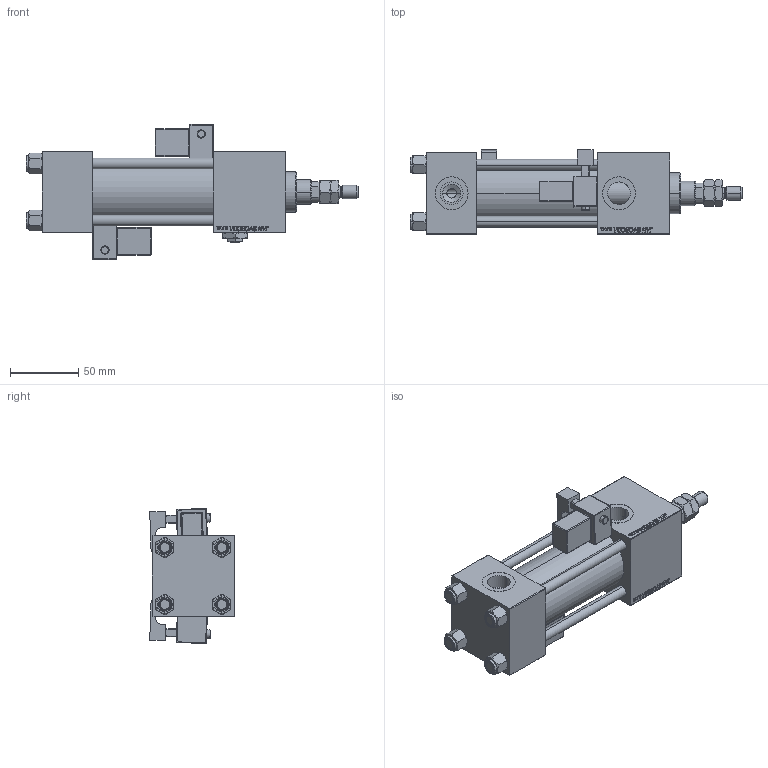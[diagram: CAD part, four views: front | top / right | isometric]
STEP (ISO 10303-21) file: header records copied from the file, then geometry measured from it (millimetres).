
FILE_DESCRIPTION (( 'STEP AP203' ), '1' );
FILE_NAME ('f683.STEP', '2023-08-23T06:55:36', ( '' ), ( '' ), 'SwSTEP 2.0', 'SolidWorks 2019', '' );
FILE_SCHEMA (( 'CONFIG_CONTROL_DESIGN' ));
Length unit declared in the file: millimetre
Products named in the file (9): V215CR_VCP_C 9aea1c800c1ac5499566e06c1548017c; V215CR_C_Body 9aea1c800c1ac5499566e06c1548017c; f683; V215CR_C_TYCINKA 9aea1c800c1ac5499566e06c1548017c; V215_VC_A 9aea1c800c1ac5499566e06c1548017c; MTA 9aea1c800c1ac5499566e06c1548017c; NUT_M5_C 9aea1c800c1ac5499566e06c1548017c; Zatka_pro_OIL_PORT 9aea1c800c1ac5499566e06c1548017c; V215CR_MSU 9aea1c800c1ac5499566e06c1548017c
Assembly tree (15 placements, depth 2):
  f683
    V215CR_C_Body 9aea1c800c1ac5499566e06c1548017c
    V215CR_VCP_C 9aea1c800c1ac5499566e06c1548017c
    NUT_M5_C 9aea1c800c1ac5499566e06c1548017c  x4
    V215CR_C_TYCINKA 9aea1c800c1ac5499566e06c1548017c  x4
    V215_VC_A 9aea1c800c1ac5499566e06c1548017c
    MTA 9aea1c800c1ac5499566e06c1548017c
    V215CR_MSU 9aea1c800c1ac5499566e06c1548017c  x2
    Zatka_pro_OIL_PORT 9aea1c800c1ac5499566e06c1548017c
Bounding box: 243 x 61.9 x 98.85 mm (x, y, z)
Volume: 471824.8 mm3; surface area: 133238.9 mm2
Topology: 15 solids, 15 shells, 1399 faces, 3447 edges, 2181 vertices
Faces by surface type: plane 623, bspline 392, cone 184, cylinder 154, sphere 24, torus 22
Entity records: 55691 total; most frequent: CARTESIAN_POINT 28540, ORIENTED_EDGE 6004, DIRECTION 4072, EDGE_CURVE 3002, VERTEX_POINT 1941, VECTOR 1750, LINE 1750, EDGE_LOOP 1339
